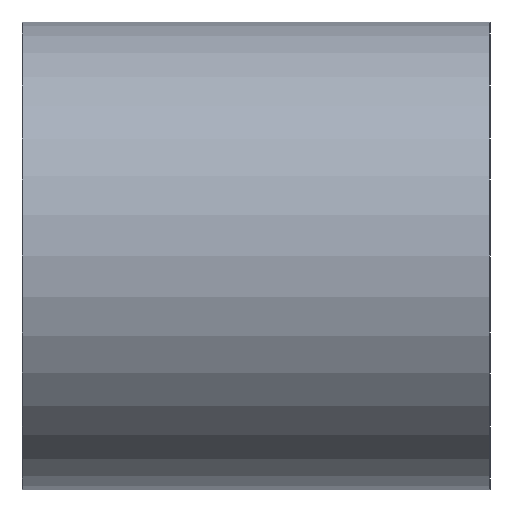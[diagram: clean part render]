
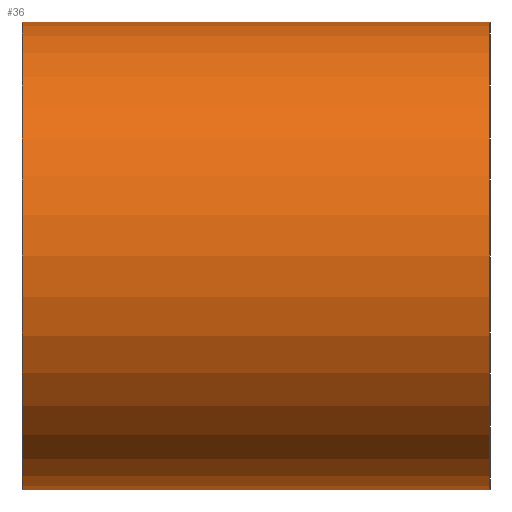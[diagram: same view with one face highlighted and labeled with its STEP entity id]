
A CAD part, left-side view. The second image highlights one B-rep face of the part: STEP entity #36.
In plain terms, the highlighted cylindrical face has radius 2 mm (diameter 4 mm), a partial arc.
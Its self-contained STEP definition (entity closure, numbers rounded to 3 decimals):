
#36 = ADVANCED_FACE( '', ( #68 ), #69, .T. );
#68 = FACE_OUTER_BOUND( '', #93, .T. );
#69 = CYLINDRICAL_SURFACE( '', #94, 2. );
#93 = EDGE_LOOP( '', ( #127, #128, #129, #130 ) );
#94 = AXIS2_PLACEMENT_3D( '', #131, #132, #133 );
#127 = ORIENTED_EDGE( '', *, *, #160, .T. );
#128 = ORIENTED_EDGE( '', *, *, #164, .F. );
#129 = ORIENTED_EDGE( '', *, *, #156, .F. );
#130 = ORIENTED_EDGE( '', *, *, #152, .T. );
#131 = CARTESIAN_POINT( '', ( -4., 2., 0. ) );
#132 = DIRECTION( '', ( 0., 1., 0. ) );
#133 = DIRECTION( '', ( 0., 0., -1. ) );
#152 = EDGE_CURVE( '', #172, #170, #173, .T. );
#156 = EDGE_CURVE( '', #172, #178, #179, .T. );
#160 = EDGE_CURVE( '', #170, #184, #185, .T. );
#164 = EDGE_CURVE( '', #178, #184, #190, .T. );
#170 = VERTEX_POINT( '', #196 );
#172 = VERTEX_POINT( '', #199 );
#173 = LINE( '', #200, #201 );
#178 = VERTEX_POINT( '', #208 );
#179 = CIRCLE( '', #209, 2. );
#184 = VERTEX_POINT( '', #215 );
#185 = CIRCLE( '', #216, 2. );
#190 = LINE( '', #222, #223 );
#196 = CARTESIAN_POINT( '', ( -4., -2., -2. ) );
#199 = CARTESIAN_POINT( '', ( -4., 2., -2. ) );
#200 = CARTESIAN_POINT( '', ( -4., 2., -2. ) );
#201 = VECTOR( '', #229, 1000. );
#208 = CARTESIAN_POINT( '', ( -4., 2., 2. ) );
#209 = AXIS2_PLACEMENT_3D( '', #232, #233, #234 );
#215 = CARTESIAN_POINT( '', ( -4., -2., 2. ) );
#216 = AXIS2_PLACEMENT_3D( '', #239, #240, #241 );
#222 = CARTESIAN_POINT( '', ( -4., 2., 2. ) );
#223 = VECTOR( '', #246, 1000. );
#229 = DIRECTION( '', ( 0., -1., 0. ) );
#232 = CARTESIAN_POINT( '', ( -4., 2., 0. ) );
#233 = DIRECTION( '', ( 0., 1., 0. ) );
#234 = DIRECTION( '', ( 1., 0., 0. ) );
#239 = CARTESIAN_POINT( '', ( -4., -2., 0. ) );
#240 = DIRECTION( '', ( 0., 1., 0. ) );
#241 = DIRECTION( '', ( 1., 0., 0. ) );
#246 = DIRECTION( '', ( 0., -1., 0. ) );
